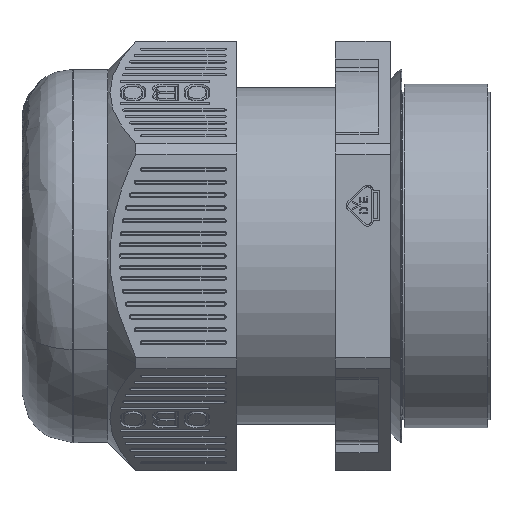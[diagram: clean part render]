
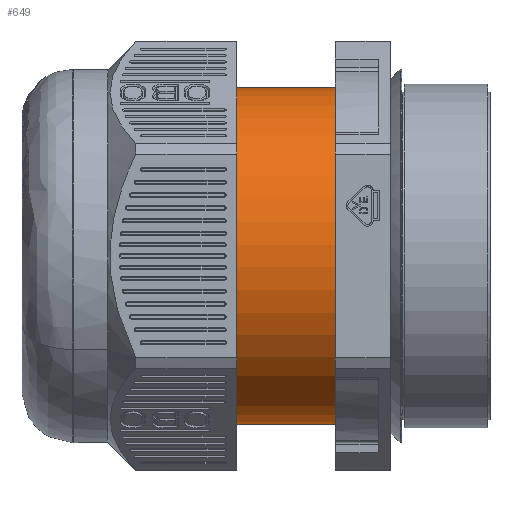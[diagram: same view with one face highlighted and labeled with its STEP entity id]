
A CAD part, left-side view. The second image highlights one B-rep face of the part: STEP entity #649.
In plain terms, the highlighted free-form (B-spline) face has degree [2, 1] with [5, 2] control points.
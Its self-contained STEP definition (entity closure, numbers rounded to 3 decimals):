
#649=ADVANCED_FACE('',(#1785),#15741,.T.);
#1785=FACE_OUTER_BOUND('',#2898,.T.);
#2898=EDGE_LOOP('',(#6518,#6519,#6520,#6521));
#6518=ORIENTED_EDGE('',*,*,#10127,.T.);
#6519=ORIENTED_EDGE('',*,*,#10124,.F.);
#6520=ORIENTED_EDGE('',*,*,#10128,.T.);
#6521=ORIENTED_EDGE('',*,*,#10152,.T.);
#10124=EDGE_CURVE('',#14828,#14829,#13553,.T.);
#10127=EDGE_CURVE('',#14834,#14829,#13556,.T.);
#10128=EDGE_CURVE('',#14828,#14835,#13557,.T.);
#10152=EDGE_CURVE('',#14835,#14834,#13571,.T.);
#13553=(
BOUNDED_CURVE()
B_SPLINE_CURVE(2,(#34660,#34661,#34662,#34663,#34664),.UNSPECIFIED.,.F.,
 .F.)
B_SPLINE_CURVE_WITH_KNOTS((3,2,3),(-120.637,-90.478,
-60.319),.UNSPECIFIED.)
CURVE()
GEOMETRIC_REPRESENTATION_ITEM()
RATIONAL_B_SPLINE_CURVE((1.,0.707,1.,0.707,1.))
REPRESENTATION_ITEM('')
);
#13556=(
BOUNDED_CURVE()
B_SPLINE_CURVE(1,(#34673,#34674),.UNSPECIFIED.,.F.,.F.)
B_SPLINE_CURVE_WITH_KNOTS((2,2),(3.25,19.4),.UNSPECIFIED.)
CURVE()
GEOMETRIC_REPRESENTATION_ITEM()
RATIONAL_B_SPLINE_CURVE((1.,1.))
REPRESENTATION_ITEM('')
);
#13557=(
BOUNDED_CURVE()
B_SPLINE_CURVE(1,(#34675,#34676),.UNSPECIFIED.,.F.,.F.)
B_SPLINE_CURVE_WITH_KNOTS((2,2),(-19.4,-3.25),.UNSPECIFIED.)
CURVE()
GEOMETRIC_REPRESENTATION_ITEM()
RATIONAL_B_SPLINE_CURVE((1.,1.))
REPRESENTATION_ITEM('')
);
#13571=(
BOUNDED_CURVE()
B_SPLINE_CURVE(2,(#34738,#34739,#34740,#34741,#34742),.UNSPECIFIED.,.F.,
 .F.)
B_SPLINE_CURVE_WITH_KNOTS((3,2,3),(-120.637,-90.478,
-60.319),.UNSPECIFIED.)
CURVE()
GEOMETRIC_REPRESENTATION_ITEM()
RATIONAL_B_SPLINE_CURVE((1.,0.707,1.,0.707,1.))
REPRESENTATION_ITEM('')
);
#14828=VERTEX_POINT('',#34004);
#14829=VERTEX_POINT('',#34005);
#14834=VERTEX_POINT('',#34010);
#14835=VERTEX_POINT('',#34011);
#15741=(
BOUNDED_SURFACE()
B_SPLINE_SURFACE(2,1,((#31209,#31210),(#31211,#31212),(#31213,#31214),(#31215,
#31216),(#31217,#31218)),.UNSPECIFIED.,.F.,.F.,.F.)
B_SPLINE_SURFACE_WITH_KNOTS((3,2,3),(2,2),(-120.637,-90.478,
-60.319),(0.,30.69),.UNSPECIFIED.)
GEOMETRIC_REPRESENTATION_ITEM()
RATIONAL_B_SPLINE_SURFACE(((1.,1.),(0.707,0.707),
(1.,1.),(0.707,0.707),(1.,1.)))
REPRESENTATION_ITEM('')
SURFACE()
);
#31209=CARTESIAN_POINT('',(0.,14.75,-19.575));
#31210=CARTESIAN_POINT('',(0.,45.44,-19.575));
#31211=CARTESIAN_POINT('',(-19.575,14.75,-19.575));
#31212=CARTESIAN_POINT('',(-19.575,45.44,-19.575));
#31213=CARTESIAN_POINT('',(-19.575,14.75,0.));
#31214=CARTESIAN_POINT('',(-19.575,45.44,0.));
#31215=CARTESIAN_POINT('',(-19.575,14.75,19.575));
#31216=CARTESIAN_POINT('',(-19.575,45.44,19.575));
#31217=CARTESIAN_POINT('',(0.,14.75,19.575));
#31218=CARTESIAN_POINT('',(0.,45.44,19.575));
#34004=CARTESIAN_POINT('',(0.,34.15,-19.575));
#34005=CARTESIAN_POINT('',(0.,34.15,19.575));
#34010=CARTESIAN_POINT('',(0.,18.,19.575));
#34011=CARTESIAN_POINT('',(0.,18.,-19.575));
#34660=CARTESIAN_POINT('',(0.,34.15,-19.575));
#34661=CARTESIAN_POINT('',(-19.575,34.15,-19.575));
#34662=CARTESIAN_POINT('',(-19.575,34.15,0.));
#34663=CARTESIAN_POINT('',(-19.575,34.15,19.575));
#34664=CARTESIAN_POINT('',(0.,34.15,19.575));
#34673=CARTESIAN_POINT('',(0.,18.,19.575));
#34674=CARTESIAN_POINT('',(0.,34.15,19.575));
#34675=CARTESIAN_POINT('',(0.,34.15,-19.575));
#34676=CARTESIAN_POINT('',(0.,18.,-19.575));
#34738=CARTESIAN_POINT('',(0.,18.,-19.575));
#34739=CARTESIAN_POINT('',(-19.575,18.,-19.575));
#34740=CARTESIAN_POINT('',(-19.575,18.,0.));
#34741=CARTESIAN_POINT('',(-19.575,18.,19.575));
#34742=CARTESIAN_POINT('',(0.,18.,19.575));
